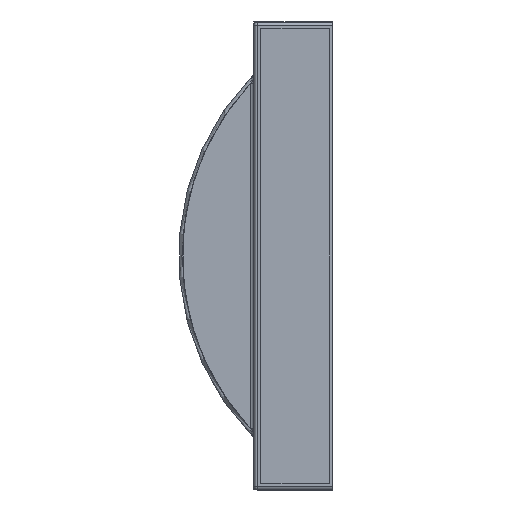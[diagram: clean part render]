
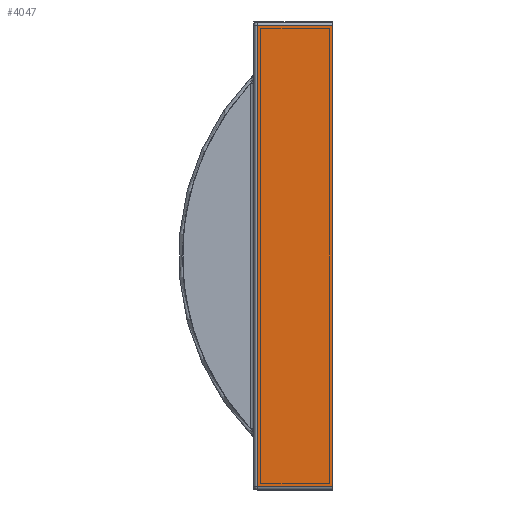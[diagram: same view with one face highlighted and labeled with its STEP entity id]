
A CAD part, left-side view. The second image highlights one B-rep face of the part: STEP entity #4047.
In plain terms, the highlighted planar face has unit normal (-1, 0, 0).
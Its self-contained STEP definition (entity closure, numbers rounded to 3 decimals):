
#294 = CARTESIAN_POINT ( 'NONE',  ( -319.5, 0., 66. ) ) ;
#410 = DIRECTION ( 'NONE',  ( 0., -1., 0. ) ) ;
#468 = CARTESIAN_POINT ( 'NONE',  ( -319.5, 0., -66. ) ) ;
#588 = LINE ( 'NONE', #6095, #7675 ) ;
#601 = VECTOR ( 'NONE', #4400, 1000. ) ;
#812 = VECTOR ( 'NONE', #1858, 1000. ) ;
#1235 = FACE_OUTER_BOUND ( 'NONE', #2427, .T. ) ;
#1858 = DIRECTION ( 'NONE',  ( 0., 0., -1. ) ) ;
#2427 = EDGE_LOOP ( 'NONE', ( #3887, #9185, #3852, #4261 ) ) ;
#2455 = CARTESIAN_POINT ( 'NONE',  ( -319.5, 0., 0. ) ) ;
#3193 = PLANE ( 'NONE',  #4494 ) ;
#3519 = CARTESIAN_POINT ( 'NONE',  ( -319.5, 0., 66. ) ) ;
#3852 = ORIENTED_EDGE ( 'NONE', *, *, #7420, .T. ) ;
#3878 = DIRECTION ( 'NONE',  ( 1., 0., 0. ) ) ;
#3887 = ORIENTED_EDGE ( 'NONE', *, *, #7295, .T. ) ;
#4047 = ADVANCED_FACE ( 'NONE', ( #1235 ), #3193, .F. ) ;
#4261 = ORIENTED_EDGE ( 'NONE', *, *, #7145, .T. ) ;
#4400 = DIRECTION ( 'NONE',  ( 0., 0., 1. ) ) ;
#4415 = LINE ( 'NONE', #6056, #812 ) ;
#4494 = AXIS2_PLACEMENT_3D ( 'NONE', #2455, #3878, #8757 ) ;
#4590 = DIRECTION ( 'NONE',  ( 0., 1., 0. ) ) ;
#4700 = VERTEX_POINT ( 'NONE', #468 ) ;
#4951 = LINE ( 'NONE', #294, #6820 ) ;
#5307 = LINE ( 'NONE', #6487, #601 ) ;
#5921 = VERTEX_POINT ( 'NONE', #6336 ) ;
#6056 = CARTESIAN_POINT ( 'NONE',  ( -319.5, 21.5, 0. ) ) ;
#6095 = CARTESIAN_POINT ( 'NONE',  ( -319.5, 0., -66. ) ) ;
#6336 = CARTESIAN_POINT ( 'NONE',  ( -319.5, 21.5, 66. ) ) ;
#6487 = CARTESIAN_POINT ( 'NONE',  ( -319.5, 0., 67. ) ) ;
#6589 = VERTEX_POINT ( 'NONE', #3519 ) ;
#6813 = VERTEX_POINT ( 'NONE', #7270 ) ;
#6820 = VECTOR ( 'NONE', #4590, 1000. ) ;
#7145 = EDGE_CURVE ( 'NONE', #4700, #6589, #5307, .T. ) ;
#7270 = CARTESIAN_POINT ( 'NONE',  ( -319.5, 21.5, -66. ) ) ;
#7295 = EDGE_CURVE ( 'NONE', #6589, #5921, #4951, .T. ) ;
#7376 = EDGE_CURVE ( 'NONE', #5921, #6813, #4415, .T. ) ;
#7420 = EDGE_CURVE ( 'NONE', #6813, #4700, #588, .T. ) ;
#7675 = VECTOR ( 'NONE', #410, 1000. ) ;
#8757 = DIRECTION ( 'NONE',  ( 0., 0., -1. ) ) ;
#9185 = ORIENTED_EDGE ( 'NONE', *, *, #7376, .T. ) ;
